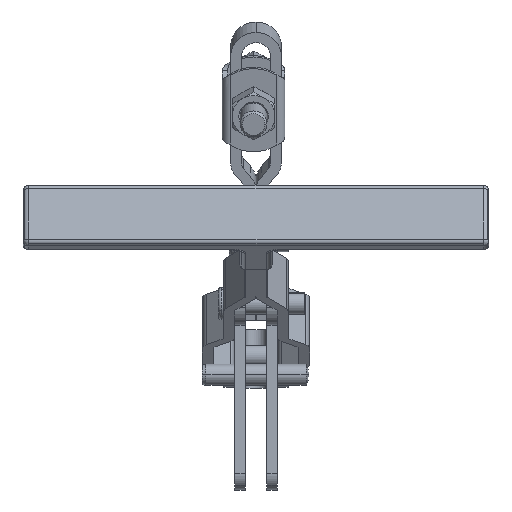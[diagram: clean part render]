
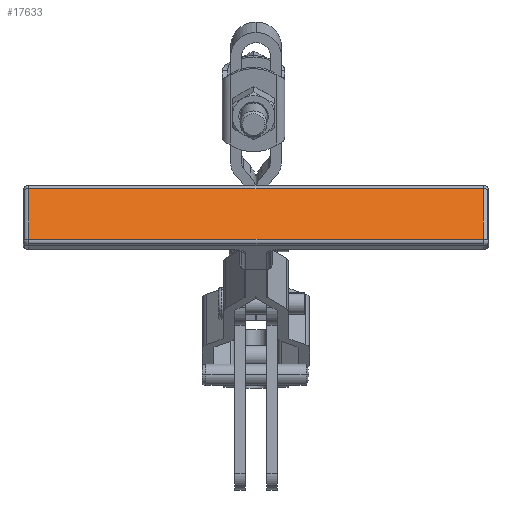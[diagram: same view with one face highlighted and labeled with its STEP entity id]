
A CAD part, top view. The second image highlights one B-rep face of the part: STEP entity #17633.
In plain terms, the highlighted planar face has unit normal (0, 0.337, 0.942).
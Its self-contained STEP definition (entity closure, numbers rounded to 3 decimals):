
#749=CARTESIAN_POINT('',(-177.371,47.305,77.958));
#750=VERTEX_POINT('',#749);
#758=CARTESIAN_POINT('',(-177.371,56.721,74.59));
#759=VERTEX_POINT('',#758);
#760=CARTESIAN_POINT('',(-177.371,47.305,77.958));
#761=DIRECTION('',(0.,0.942,-0.337));
#762=VECTOR('',#761,10.);
#763=LINE('',#760,#762);
#764=EDGE_CURVE('',#750,#759,#763,.T.);
#798=CARTESIAN_POINT('',(-92.371,56.721,74.59));
#799=VERTEX_POINT('',#798);
#800=CARTESIAN_POINT('',(-177.371,56.721,74.59));
#801=DIRECTION('',(1.0,0.0,0.0));
#802=VECTOR('',#801,85.0);
#803=LINE('',#800,#802);
#804=EDGE_CURVE('',#759,#799,#803,.T.);
#873=CARTESIAN_POINT('',(-92.371,47.305,77.958));
#874=VERTEX_POINT('',#873);
#882=CARTESIAN_POINT('',(-92.371,47.305,77.958));
#883=DIRECTION('',(-1.0,0.0,0.0));
#884=VECTOR('',#883,85.);
#885=LINE('',#882,#884);
#886=EDGE_CURVE('',#874,#750,#885,.T.);
#920=CARTESIAN_POINT('',(-92.371,56.721,74.59));
#921=DIRECTION('',(0.,-0.942,0.337));
#922=VECTOR('',#921,10.);
#923=LINE('',#920,#922);
#924=EDGE_CURVE('',#799,#874,#923,.T.);
#17622=CARTESIAN_POINT('',(-134.871,52.013,76.274));
#17623=DIRECTION('',(0.,0.337,0.942));
#17624=DIRECTION('',(-1.0,0.0,0.0));
#17625=AXIS2_PLACEMENT_3D('',#17622,#17623,#17624);
#17626=PLANE('',#17625);
#17627=ORIENTED_EDGE('',*,*,#764,.F.);
#17628=ORIENTED_EDGE('',*,*,#886,.F.);
#17629=ORIENTED_EDGE('',*,*,#924,.F.);
#17630=ORIENTED_EDGE('',*,*,#804,.F.);
#17631=EDGE_LOOP('',(#17627,#17628,#17629,#17630));
#17632=FACE_OUTER_BOUND('',#17631,.T.);
#17633=ADVANCED_FACE('',(#17632),#17626,.T.);
